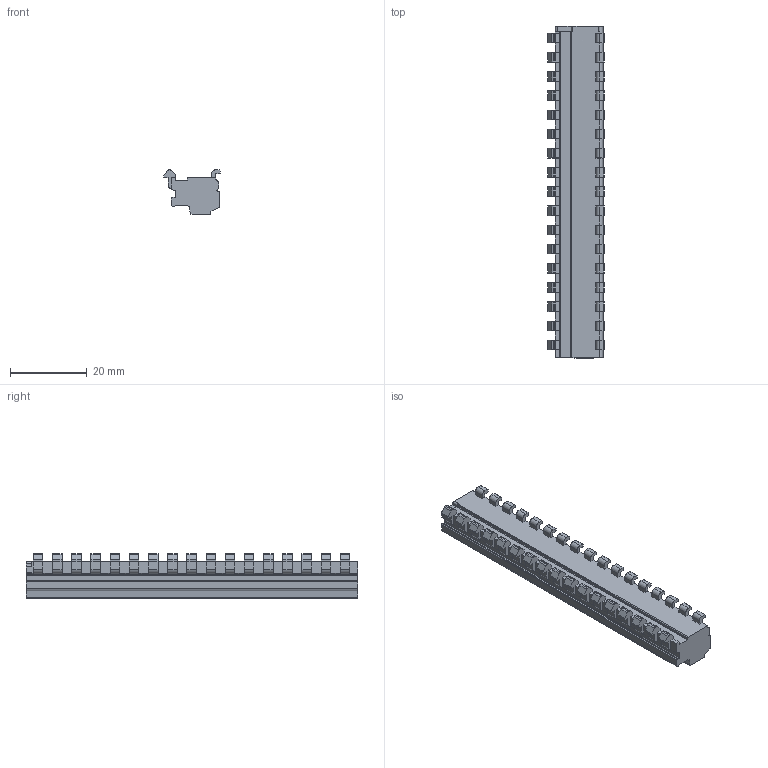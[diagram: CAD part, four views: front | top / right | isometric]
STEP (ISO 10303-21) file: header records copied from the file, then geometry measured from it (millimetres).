
FILE_DESCRIPTION((''),'2;1');
FILE_NAME('PRT0007','2024-10-15T13:18:52',('tluser'),(''),'CREO PARAMETRIC BY PTC INC, 2018100','CREO PARAMETRIC BY PTC INC, 2018100','');
FILE_SCHEMA(('CONFIG_CONTROL_DESIGN'));
Length unit declared in the file: millimetre
Products named in the file (1): PRT0007
Bounding box: 14.7 x 86.5 x 11.5 mm (x, y, z)
Volume: 8868.5 mm3; surface area: 5135.2 mm2
Topology: 1 solids, 1 shells, 752 faces, 2065 edges, 1366 vertices
Faces by surface type: plane 510, cylinder 208, cone 34
Entity records: 24033 total; most frequent: CARTESIAN_POINT 4472, ORIENTED_EDGE 4130, DIRECTION 3999, EDGE_CURVE 2065, VECTOR 1561, LINE 1561, VERTEX_POINT 1366, AXIS2_PLACEMENT_3D 1219
